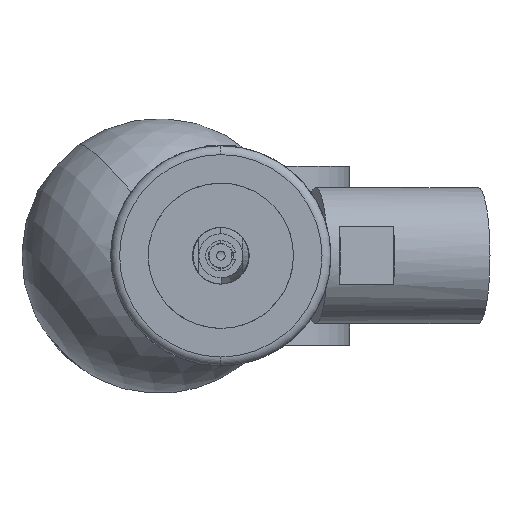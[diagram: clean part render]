
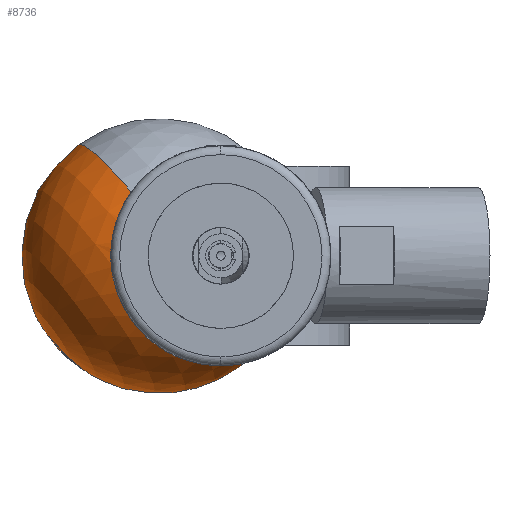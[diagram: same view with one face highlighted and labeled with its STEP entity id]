
A CAD part, left-side view. The second image highlights one B-rep face of the part: STEP entity #8736.
In plain terms, the highlighted spherical face has radius 15.875 mm.
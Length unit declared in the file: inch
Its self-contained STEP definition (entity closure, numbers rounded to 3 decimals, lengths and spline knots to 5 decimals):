
#220 = CARTESIAN_POINT ( 'NONE',  ( 7.15539, 0.28004, 0. ) ) ;
#414 = CARTESIAN_POINT ( 'NONE',  ( 6.6125, 0.04597, -0.20274 ) ) ;
#804 = CARTESIAN_POINT ( 'NONE',  ( 7.15539, 0.28004, 0. ) ) ;
#1059 = CIRCLE ( 'NONE', #4976, 0.25 ) ;
#1210 = VERTEX_POINT ( 'NONE', #414 ) ;
#1536 = DIRECTION ( 'NONE',  ( 0.127, -0.801, 0.585 ) ) ;
#1849 = CARTESIAN_POINT ( 'NONE',  ( 6.55791, 0.39068, -0.14627 ) ) ;
#2072 = FACE_OUTER_BOUND ( 'NONE', #2384, .T. ) ;
#2384 = EDGE_LOOP ( 'NONE', ( #8933, #11000, #8122, #14827 ) ) ;
#2955 = AXIS2_PLACEMENT_3D ( 'NONE', #13476, #3827, #1536 ) ;
#3397 = DIRECTION ( 'NONE',  ( 0., -0.59, -0.808 ) ) ;
#3500 = CIRCLE ( 'NONE', #12169, 0.625 ) ;
#3726 = EDGE_CURVE ( 'NONE', #7545, #1210, #4433, .T. ) ;
#3827 = DIRECTION ( 'NONE',  ( 0.988, 0.156, 0. ) ) ;
#4433 = CIRCLE ( 'NONE', #13902, 0.625 ) ;
#4765 = CARTESIAN_POINT ( 'NONE',  ( 7.7727, 0.37782, 0. ) ) ;
#4976 = AXIS2_PLACEMENT_3D ( 'NONE', #14800, #9982, #13454 ) ;
#5698 = AXIS2_PLACEMENT_3D ( 'NONE', #220, #9555, #13004 ) ;
#6645 = CIRCLE ( 'NONE', #2955, 0.25 ) ;
#7071 = SPHERICAL_SURFACE ( 'NONE', #5698, 0.625 ) ;
#7545 = VERTEX_POINT ( 'NONE', #4765 ) ;
#7588 = VERTEX_POINT ( 'NONE', #1849 ) ;
#8122 = ORIENTED_EDGE ( 'NONE', *, *, #11752, .T. ) ;
#8736 = ADVANCED_FACE ( 'NONE', ( #2072 ), #7071, .T. ) ;
#8933 = ORIENTED_EDGE ( 'NONE', *, *, #10423, .F. ) ;
#9151 = DIRECTION ( 'NONE',  ( 0.127, -0.801, 0.585 ) ) ;
#9555 = DIRECTION ( 'NONE',  ( 0.127, -0.801, 0.585 ) ) ;
#9672 = CARTESIAN_POINT ( 'NONE',  ( 6.56674, 0.3349, 0.20274 ) ) ;
#9982 = DIRECTION ( 'NONE',  ( 0.988, 0.156, 0. ) ) ;
#10351 = EDGE_CURVE ( 'NONE', #7588, #11236, #1059, .T. ) ;
#10423 = EDGE_CURVE ( 'NONE', #7545, #11236, #3500, .T. ) ;
#11000 = ORIENTED_EDGE ( 'NONE', *, *, #3726, .T. ) ;
#11236 = VERTEX_POINT ( 'NONE', #9672 ) ;
#11752 = EDGE_CURVE ( 'NONE', #1210, #7588, #6645, .T. ) ;
#12169 = AXIS2_PLACEMENT_3D ( 'NONE', #804, #9151, #3397 ) ;
#12674 = DIRECTION ( 'NONE',  ( 0., 0.59, 0.808 ) ) ;
#13004 = DIRECTION ( 'NONE',  ( 0.092, -0.578, -0.811 ) ) ;
#13454 = DIRECTION ( 'NONE',  ( 0.127, -0.801, 0.585 ) ) ;
#13476 = CARTESIAN_POINT ( 'NONE',  ( 6.58962, 0.19044, 0. ) ) ;
#13902 = AXIS2_PLACEMENT_3D ( 'NONE', #15222, #14024, #12674 ) ;
#14024 = DIRECTION ( 'NONE',  ( -0.127, 0.801, -0.585 ) ) ;
#14800 = CARTESIAN_POINT ( 'NONE',  ( 6.58962, 0.19044, 0. ) ) ;
#14827 = ORIENTED_EDGE ( 'NONE', *, *, #10351, .T. ) ;
#15222 = CARTESIAN_POINT ( 'NONE',  ( 7.15539, 0.28004, 0. ) ) ;
